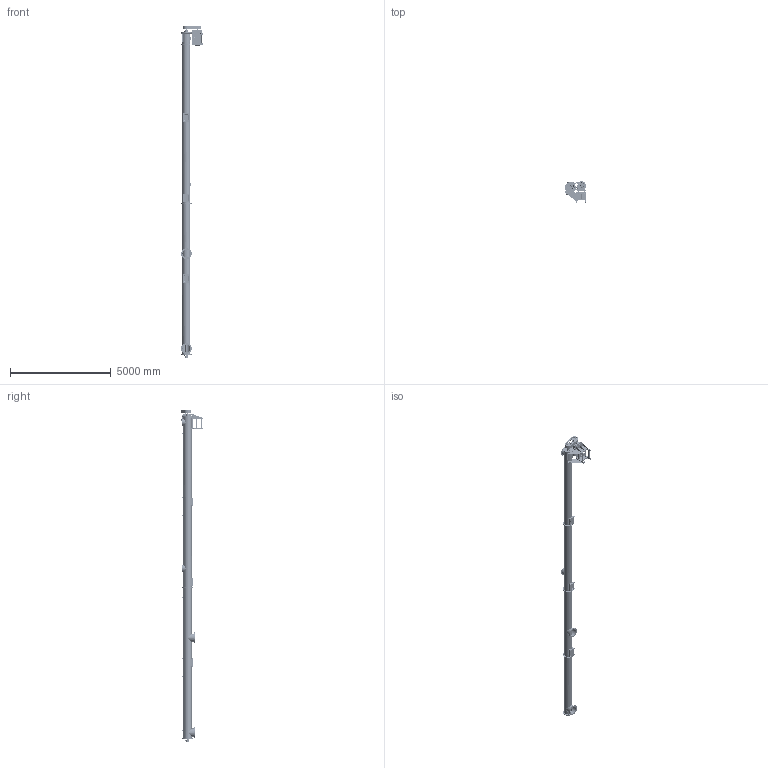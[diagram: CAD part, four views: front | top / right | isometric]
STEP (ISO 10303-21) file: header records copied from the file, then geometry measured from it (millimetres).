
FILE_DESCRIPTION(('FreeCAD Model'),'2;1');
FILE_NAME('Open CASCADE Shape Model','2025-05-08T00:53:57',('FreeCAD'),( 'FreeCAD'),'Open CASCADE STEP processor 7.6','FreeCAD','Unknown');
FILE_SCHEMA(('AUTOMOTIVE_DESIGN { 1 0 10303 214 1 1 1 1 }'));
Products named in the file (1): Open CASCADE STEP translator 7.6 1
Bounding box: 1090 x 1120 x 16499.43 mm (x, y, z)
Volume: 295146350.6 mm3; surface area: 78439935.6 mm2
Topology: 210 solids, 233 shells, 6878 faces, 17288 edges, 10984 vertices
Faces by surface type: cylinder 3268, plane 2183, cone 592, torus 528, bspline 245, sphere 32, revolution 30
Full cylindrical faces by diameter (mm): 227 x2
Entity records: 342427 total; most frequent: CARTESIAN_POINT 179855, ORIENTED_EDGE 34464, DIRECTION 32707, EDGE_CURVE 17243, AXIS2_PLACEMENT_3D 12771, VERTEX_POINT 10985, FACE_BOUND 7980, EDGE_LOOP 7980
